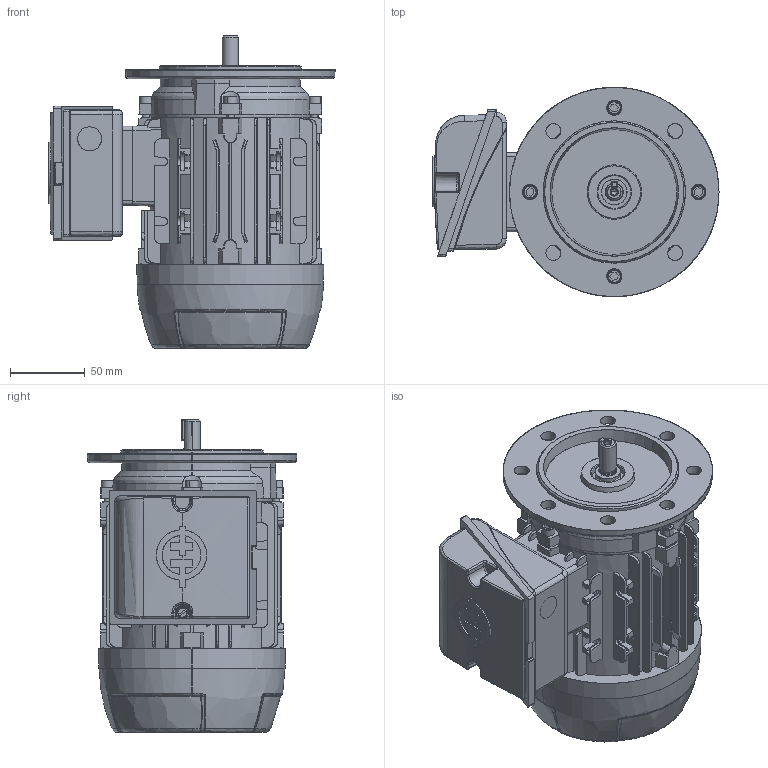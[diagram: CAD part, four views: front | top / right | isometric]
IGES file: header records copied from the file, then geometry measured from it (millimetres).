
Start section: SolidWorks IGES file using analytic representation for surfaces
Global section: file name: 63 RIGHT.igs; native system: SolidWorks 2018; preprocessor: SolidWorks 2018; author: dias; date: 210827.111757; units: millimetre
Bounding box: 191.08 x 139.93 x 209 mm (x, y, z)
Surface area: 246361.5 mm2 (no closed solid volume)
Topology: 0 solids, 0 shells, 1493 faces, 16510 edges, 16488 vertices
Faces by surface type: bspline 875, revolution 618
